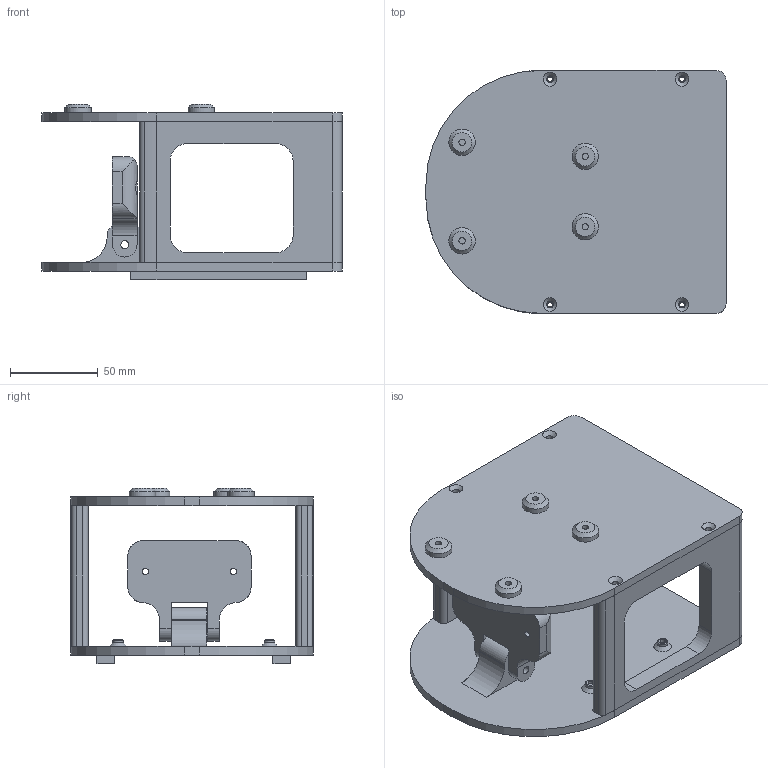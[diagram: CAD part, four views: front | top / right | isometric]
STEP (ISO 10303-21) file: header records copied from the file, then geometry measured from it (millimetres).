
FILE_DESCRIPTION(/* description */ (''),/* implementation_level */ '2;1');
FILE_NAME(/* name */ 'b5eb7f0a-b85c-4da3-b857-8d50e7e0c596.stp',/* time_stamp */ '2021-01-16T15:09:15+00:00',/* author */ (''),/* organization */ (''),/* preprocessor_version */ 'ST-DEVELOPER v18.1',/* originating_system */ 'Autodesk Translation Framework v9.7.1.1290',/* authorisation */ '');
FILE_SCHEMA (('AUTOMOTIVE_DESIGN { 1 0 10303 214 3 1 1 }'));
Length unit declared in the file: millimetre
Products named in the file (1): ROS_top2
Bounding box: 170.51 x 138.01 x 100 mm (x, y, z)
Volume: 369083.4 mm3; surface area: 145933.9 mm2
Topology: 7 solids, 7 shells, 162 faces, 397 edges, 258 vertices
Faces by surface type: cylinder 73, plane 69, cone 20
Full cylindrical faces by diameter (mm): 2.8 x8, 3.5 x2, 3.6 x4, 3.8 x8, 4.5 x3, 6 x4, 10 x2, 15 x4
Entity records: 4995 total; most frequent: CARTESIAN_POINT 880, DIRECTION 875, ORIENTED_EDGE 794, EDGE_CURVE 397, AXIS2_PLACEMENT_3D 324, VERTEX_POINT 258, LINE 227, VECTOR 227
